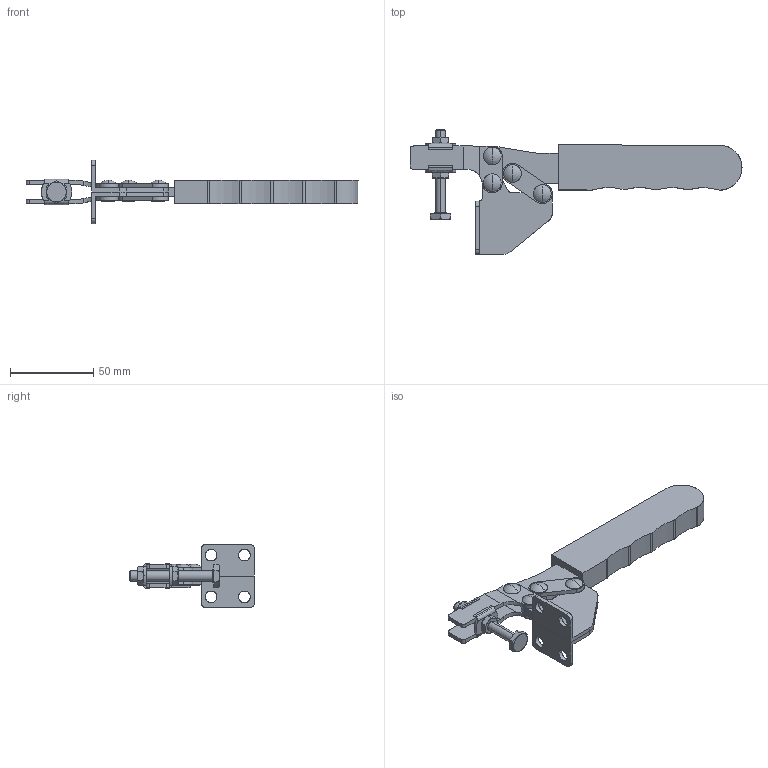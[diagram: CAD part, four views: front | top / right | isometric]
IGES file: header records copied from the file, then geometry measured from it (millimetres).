
Start section: SolidWorks IGES file using analytic representation for surfaces
Global section: file name: GH-21383(ﾂｲ､ﾆ).IGS,; native system: SolidWorks 2016; preprocessor: SolidWorks 2016; author: LinWei; date: 200715.150642; units: millimetre
Bounding box: 199 x 74.9 x 38 mm (x, y, z)
Surface area: 27257.5 mm2 (no closed solid volume)
Topology: 0 solids, 0 shells, 271 faces, 3958 edges, 3954 vertices
Faces by surface type: revolution 140, bspline 131
